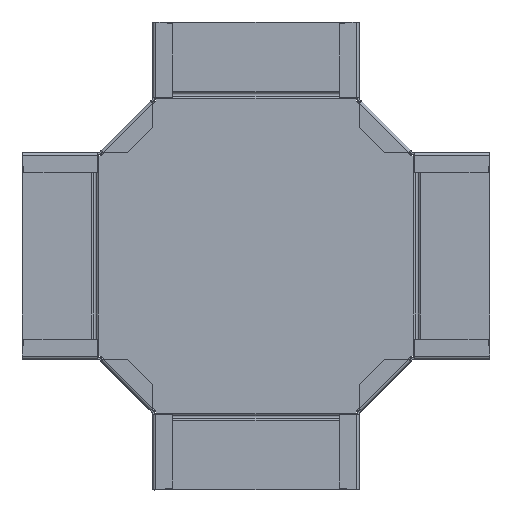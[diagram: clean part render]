
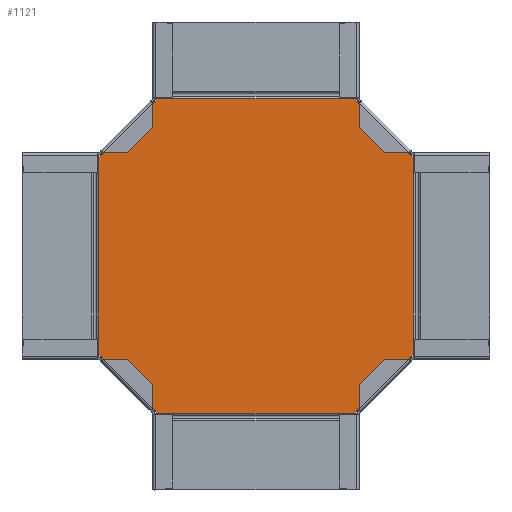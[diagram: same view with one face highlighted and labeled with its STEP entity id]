
A CAD part, top view. The second image highlights one B-rep face of the part: STEP entity #1121.
In plain terms, the highlighted planar face has unit normal (0, 0, 1).
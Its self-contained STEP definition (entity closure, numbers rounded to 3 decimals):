
#57=DIRECTION('',(-0.707,0.707,0.));
#58=VECTOR('',#57,57.631);
#59=CARTESIAN_POINT('',(115.752,75.,0.));
#60=LINE('',#59,#58);
#61=DIRECTION('',(-1.,0.,0.));
#62=VECTOR('',#61,2.);
#63=CARTESIAN_POINT('',(117.752,75.,0.));
#64=LINE('',#63,#62);
#65=DIRECTION('',(0.707,0.707,0.));
#66=VECTOR('',#65,57.631);
#67=CARTESIAN_POINT('',(75.,-115.752,0.));
#68=LINE('',#67,#66);
#69=DIRECTION('',(0.,1.,0.));
#70=VECTOR('',#69,2.);
#71=CARTESIAN_POINT('',(75.,-117.752,0.));
#72=LINE('',#71,#70);
#73=DIRECTION('',(0.707,-0.707,0.));
#74=VECTOR('',#73,57.631);
#75=CARTESIAN_POINT('',(-115.752,-75.,0.));
#76=LINE('',#75,#74);
#77=DIRECTION('',(1.,0.,0.));
#78=VECTOR('',#77,2.);
#79=CARTESIAN_POINT('',(-117.752,-75.,0.));
#80=LINE('',#79,#78);
#81=DIRECTION('',(-0.707,-0.707,0.));
#82=VECTOR('',#81,57.631);
#83=CARTESIAN_POINT('',(-75.,115.752,0.));
#84=LINE('',#83,#82);
#85=DIRECTION('',(0.,-1.,0.));
#86=VECTOR('',#85,2.);
#87=CARTESIAN_POINT('',(-75.,117.752,0.));
#88=LINE('',#87,#86);
#137=DIRECTION('',(-1.,0.,0.));
#138=VECTOR('',#137,2.);
#139=CARTESIAN_POINT('',(117.752,-75.,0.));
#140=LINE('',#139,#138);
#141=DIRECTION('',(0.,-1.,0.));
#142=VECTOR('',#141,150.);
#143=CARTESIAN_POINT('',(117.752,75.,0.));
#144=LINE('',#143,#142);
#271=DIRECTION('',(0.,-1.,0.));
#272=VECTOR('',#271,2.);
#273=CARTESIAN_POINT('',(75.,117.752,0.));
#274=LINE('',#273,#272);
#293=DIRECTION('',(1.,0.,0.));
#294=VECTOR('',#293,150.);
#295=CARTESIAN_POINT('',(-75.,117.752,0.));
#296=LINE('',#295,#294);
#331=DIRECTION('',(1.,0.,0.));
#332=VECTOR('',#331,2.);
#333=CARTESIAN_POINT('',(-117.752,75.,0.));
#334=LINE('',#333,#332);
#349=DIRECTION('',(0.,1.,0.));
#350=VECTOR('',#349,150.);
#351=CARTESIAN_POINT('',(-117.752,-75.,0.));
#352=LINE('',#351,#350);
#623=DIRECTION('',(-1.,0.,0.));
#624=VECTOR('',#623,150.);
#625=CARTESIAN_POINT('',(75.,-117.752,0.));
#626=LINE('',#625,#624);
#645=DIRECTION('',(0.,1.,0.));
#646=VECTOR('',#645,2.);
#647=CARTESIAN_POINT('',(-75.,-117.752,0.));
#648=LINE('',#647,#646);
#829=CARTESIAN_POINT('',(-75.,117.752,0.));
#830=CARTESIAN_POINT('',(75.,117.752,0.));
#831=VERTEX_POINT('',#829);
#832=VERTEX_POINT('',#830);
#835=CARTESIAN_POINT('',(-75.,115.752,0.));
#836=CARTESIAN_POINT('',(-115.752,75.,0.));
#837=VERTEX_POINT('',#835);
#838=VERTEX_POINT('',#836);
#842=CARTESIAN_POINT('',(-115.752,-75.,0.));
#844=VERTEX_POINT('',#842);
#851=CARTESIAN_POINT('',(-117.752,75.,0.));
#852=VERTEX_POINT('',#851);
#853=CARTESIAN_POINT('',(75.,115.752,0.));
#854=VERTEX_POINT('',#853);
#855=CARTESIAN_POINT('',(115.752,75.,0.));
#856=VERTEX_POINT('',#855);
#869=CARTESIAN_POINT('',(-117.752,-75.,0.));
#870=VERTEX_POINT('',#869);
#871=CARTESIAN_POINT('',(-75.,-115.752,0.));
#872=VERTEX_POINT('',#871);
#881=CARTESIAN_POINT('',(-75.,-117.752,0.));
#882=VERTEX_POINT('',#881);
#883=CARTESIAN_POINT('',(75.,-117.752,0.));
#884=VERTEX_POINT('',#883);
#885=CARTESIAN_POINT('',(75.,-115.752,0.));
#886=VERTEX_POINT('',#885);
#887=CARTESIAN_POINT('',(115.752,-75.,0.));
#888=VERTEX_POINT('',#887);
#891=CARTESIAN_POINT('',(117.752,-75.,0.));
#892=VERTEX_POINT('',#891);
#893=CARTESIAN_POINT('',(117.752,75.,0.));
#894=VERTEX_POINT('',#893);
#1085=CARTESIAN_POINT('',(0.,-75.,0.));
#1086=DIRECTION('',(0.,0.,1.));
#1087=DIRECTION('',(1.,0.,0.));
#1088=AXIS2_PLACEMENT_3D('',#1085,#1086,#1087);
#1089=PLANE('',#1088);
#1091=ORIENTED_EDGE('',*,*,#1090,.F.);
#1093=ORIENTED_EDGE('',*,*,#1092,.F.);
#1095=ORIENTED_EDGE('',*,*,#1094,.T.);
#1097=ORIENTED_EDGE('',*,*,#1096,.T.);
#1098=ORIENTED_EDGE('',*,*,#1064,.F.);
#1099=ORIENTED_EDGE('',*,*,#1076,.F.);
#1101=ORIENTED_EDGE('',*,*,#1100,.T.);
#1103=ORIENTED_EDGE('',*,*,#1102,.T.);
#1105=ORIENTED_EDGE('',*,*,#1104,.F.);
#1106=ORIENTED_EDGE('',*,*,#1010,.F.);
#1108=ORIENTED_EDGE('',*,*,#1107,.T.);
#1110=ORIENTED_EDGE('',*,*,#1109,.T.);
#1112=ORIENTED_EDGE('',*,*,#1111,.F.);
#1114=ORIENTED_EDGE('',*,*,#1113,.F.);
#1116=ORIENTED_EDGE('',*,*,#1115,.T.);
#1118=ORIENTED_EDGE('',*,*,#1117,.T.);
#1119=EDGE_LOOP('',(#1091,#1093,#1095,#1097,#1098,#1099,#1101,#1103,#1105,#1106,
#1108,#1110,#1112,#1114,#1116,#1118));
#1120=FACE_OUTER_BOUND('',#1119,.F.);
#1121=ADVANCED_FACE('',(#1120),#1089,.T.);
#1010=EDGE_CURVE('',#870,#844,#80,.T.);
#1064=EDGE_CURVE('',#886,#888,#68,.T.);
#1076=EDGE_CURVE('',#884,#886,#72,.T.);
#1090=EDGE_CURVE('',#856,#854,#60,.T.);
#1092=EDGE_CURVE('',#894,#856,#64,.T.);
#1094=EDGE_CURVE('',#894,#892,#144,.T.);
#1096=EDGE_CURVE('',#892,#888,#140,.T.);
#1100=EDGE_CURVE('',#884,#882,#626,.T.);
#1102=EDGE_CURVE('',#882,#872,#648,.T.);
#1104=EDGE_CURVE('',#844,#872,#76,.T.);
#1107=EDGE_CURVE('',#870,#852,#352,.T.);
#1109=EDGE_CURVE('',#852,#838,#334,.T.);
#1111=EDGE_CURVE('',#837,#838,#84,.T.);
#1113=EDGE_CURVE('',#831,#837,#88,.T.);
#1115=EDGE_CURVE('',#831,#832,#296,.T.);
#1117=EDGE_CURVE('',#832,#854,#274,.T.);
